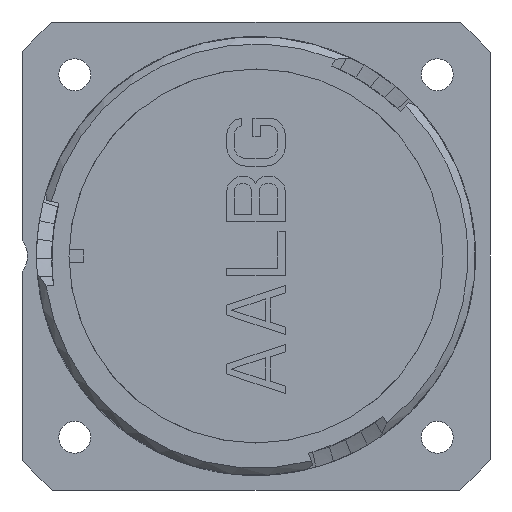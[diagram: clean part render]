
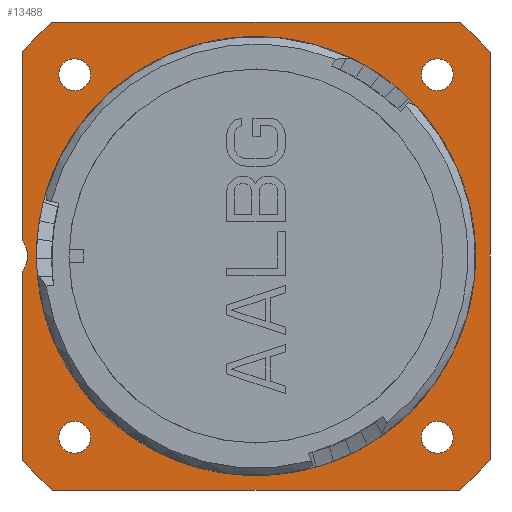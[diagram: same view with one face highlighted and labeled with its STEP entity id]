
A CAD part, left-side view. The second image highlights one B-rep face of the part: STEP entity #13488.
In plain terms, the highlighted planar face has unit normal (-1, 0, 0).
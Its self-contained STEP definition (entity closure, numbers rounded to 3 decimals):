
#338=CARTESIAN_POINT('',(22.2,0.,0.));
#339=DIRECTION('',(-1.,0.,0.));
#340=DIRECTION('',(0.,1.,0.));
#341=AXIS2_PLACEMENT_3D('',#338,#339,#340);
#1658=CARTESIAN_POINT('',(22.2,0.,0.));
#1659=DIRECTION('',(1.,0.,0.));
#1660=DIRECTION('',(0.,1.,0.));
#1661=AXIS2_PLACEMENT_3D('',#1658,#1659,#1660);
#2583=CARTESIAN_POINT('',(22.2,34.17,0.));
#2584=DIRECTION('',(-1.,0.,0.));
#2585=DIRECTION('',(0.,-0.761,-0.649));
#2586=AXIS2_PLACEMENT_3D('',#2583,#2584,#2585);
#2588=DIRECTION('',(0.,0.,1.));
#2589=VECTOR('',#2588,25.523);
#2590=CARTESIAN_POINT('',(22.2,31.75,2.063));
#2591=LINE('924',#2590,#2589);
#2592=CARTESIAN_POINT('',(22.2,0.,0.));
#2593=DIRECTION('',(1.,0.,0.));
#2594=DIRECTION('',(0.,0.755,0.656));
#2595=AXIS2_PLACEMENT_3D('',#2592,#2593,#2594);
#2597=DIRECTION('',(0.,-1.,0.));
#2598=VECTOR('',#2597,55.172);
#2599=CARTESIAN_POINT('',(22.2,27.586,31.75));
#2600=LINE('753',#2599,#2598);
#2601=CARTESIAN_POINT('',(22.2,0.,0.));
#2602=DIRECTION('',(1.,0.,0.));
#2603=DIRECTION('',(0.,-0.656,0.755));
#2604=AXIS2_PLACEMENT_3D('',#2601,#2602,#2603);
#2606=DIRECTION('',(0.,0.,-1.));
#2607=VECTOR('',#2606,55.172);
#2608=CARTESIAN_POINT('',(22.2,-31.75,27.586));
#2609=LINE('752',#2608,#2607);
#2610=CARTESIAN_POINT('',(22.2,0.,0.));
#2611=DIRECTION('',(-1.,0.,0.));
#2612=DIRECTION('',(0.,-0.656,-0.755));
#2613=AXIS2_PLACEMENT_3D('',#2610,#2611,#2612);
#2615=DIRECTION('',(0.,1.,0.));
#2616=VECTOR('',#2615,55.172);
#2617=CARTESIAN_POINT('',(22.2,-27.586,-31.75));
#2618=LINE('751',#2617,#2616);
#2619=CARTESIAN_POINT('',(22.2,0.,0.));
#2620=DIRECTION('',(-1.,0.,0.));
#2621=DIRECTION('',(0.,0.755,-0.656));
#2622=AXIS2_PLACEMENT_3D('',#2619,#2620,#2621);
#2624=DIRECTION('',(0.,0.,1.));
#2625=VECTOR('',#2624,25.523);
#2626=CARTESIAN_POINT('',(22.2,31.75,-27.586));
#2627=LINE('923',#2626,#2625);
#2628=CARTESIAN_POINT('',(22.2,24.6,-24.6));
#2629=DIRECTION('',(1.,0.,0.));
#2630=DIRECTION('',(0.,0.,-1.));
#2631=AXIS2_PLACEMENT_3D('',#2628,#2629,#2630);
#2633=CARTESIAN_POINT('',(22.2,24.6,-24.6));
#2634=DIRECTION('',(1.,0.,0.));
#2635=DIRECTION('',(0.,0.,1.));
#2636=AXIS2_PLACEMENT_3D('',#2633,#2634,#2635);
#2638=CARTESIAN_POINT('',(22.2,24.6,24.6));
#2639=DIRECTION('',(1.,0.,0.));
#2640=DIRECTION('',(0.,0.,-1.));
#2641=AXIS2_PLACEMENT_3D('',#2638,#2639,#2640);
#2643=CARTESIAN_POINT('',(22.2,24.6,24.6));
#2644=DIRECTION('',(1.,0.,0.));
#2645=DIRECTION('',(0.,0.,1.));
#2646=AXIS2_PLACEMENT_3D('',#2643,#2644,#2645);
#2648=CARTESIAN_POINT('',(22.2,-24.6,24.6));
#2649=DIRECTION('',(1.,0.,0.));
#2650=DIRECTION('',(0.,0.,-1.));
#2651=AXIS2_PLACEMENT_3D('',#2648,#2649,#2650);
#2653=CARTESIAN_POINT('',(22.2,-24.6,24.6));
#2654=DIRECTION('',(1.,0.,0.));
#2655=DIRECTION('',(0.,0.,1.));
#2656=AXIS2_PLACEMENT_3D('',#2653,#2654,#2655);
#2658=CARTESIAN_POINT('',(22.2,-24.6,-24.6));
#2659=DIRECTION('',(1.,0.,0.));
#2660=DIRECTION('',(0.,0.,-1.));
#2661=AXIS2_PLACEMENT_3D('',#2658,#2659,#2660);
#2663=CARTESIAN_POINT('',(22.2,-24.6,-24.6));
#2664=DIRECTION('',(1.,0.,0.));
#2665=DIRECTION('',(0.,0.,1.));
#2666=AXIS2_PLACEMENT_3D('',#2663,#2664,#2665);
#5971=CARTESIAN_POINT('',(22.2,29.78,0.));
#5972=CARTESIAN_POINT('',(22.2,-29.78,0.));
#5973=VERTEX_POINT('',#5971);
#5974=VERTEX_POINT('',#5972);
#5987=CARTESIAN_POINT('',(22.2,-27.586,-31.75));
#5988=CARTESIAN_POINT('',(22.2,27.586,-31.75));
#5989=VERTEX_POINT('',#5987);
#5990=VERTEX_POINT('',#5988);
#5991=CARTESIAN_POINT('',(22.2,-31.75,27.586));
#5992=CARTESIAN_POINT('',(22.2,-31.75,-27.586));
#5993=VERTEX_POINT('',#5991);
#5994=VERTEX_POINT('',#5992);
#5995=CARTESIAN_POINT('',(22.2,27.586,31.75));
#5996=CARTESIAN_POINT('',(22.2,-27.586,31.75));
#5997=VERTEX_POINT('',#5995);
#5998=VERTEX_POINT('',#5996);
#6122=CARTESIAN_POINT('',(22.2,24.6,-26.76));
#6123=CARTESIAN_POINT('',(22.2,24.6,-22.44));
#6124=VERTEX_POINT('',#6122);
#6125=VERTEX_POINT('',#6123);
#6126=CARTESIAN_POINT('',(22.2,24.6,22.44));
#6127=CARTESIAN_POINT('',(22.2,24.6,26.76));
#6128=VERTEX_POINT('',#6126);
#6129=VERTEX_POINT('',#6127);
#6130=CARTESIAN_POINT('',(22.2,-24.6,22.44));
#6131=CARTESIAN_POINT('',(22.2,-24.6,26.76));
#6132=VERTEX_POINT('',#6130);
#6133=VERTEX_POINT('',#6131);
#6134=CARTESIAN_POINT('',(22.2,-24.6,-26.76));
#6135=CARTESIAN_POINT('',(22.2,-24.6,-22.44));
#6136=VERTEX_POINT('',#6134);
#6137=VERTEX_POINT('',#6135);
#6138=CARTESIAN_POINT('',(22.2,31.75,27.586));
#6140=VERTEX_POINT('',#6138);
#6142=CARTESIAN_POINT('',(22.2,31.75,-27.586));
#6144=VERTEX_POINT('',#6142);
#6170=CARTESIAN_POINT('',(22.2,31.75,-2.063));
#6171=CARTESIAN_POINT('',(22.2,31.75,2.063));
#6172=VERTEX_POINT('',#6170);
#6173=VERTEX_POINT('',#6171);
#13433=CARTESIAN_POINT('',(22.2,0.,0.));
#13434=DIRECTION('',(1.,0.,0.));
#13435=DIRECTION('',(0.,-1.,0.));
#13436=AXIS2_PLACEMENT_3D('',#13433,#13434,#13435);
#13437=PLANE('250',#13436);
#13439=ORIENTED_EDGE('918',*,*,#13438,.T.);
#13441=ORIENTED_EDGE('924',*,*,#13440,.T.);
#13443=ORIENTED_EDGE('900',*,*,#13442,.T.);
#13445=ORIENTED_EDGE('753',*,*,#13444,.T.);
#13447=ORIENTED_EDGE('901',*,*,#13446,.T.);
#13449=ORIENTED_EDGE('752',*,*,#13448,.T.);
#13451=ORIENTED_EDGE('905',*,*,#13450,.F.);
#13453=ORIENTED_EDGE('751',*,*,#13452,.T.);
#13455=ORIENTED_EDGE('904',*,*,#13454,.F.);
#13457=ORIENTED_EDGE('923',*,*,#13456,.T.);
#13458=EDGE_LOOP('250',(#13439,#13441,#13443,#13445,#13447,#13449,#13451,#13453,
#13455,#13457));
#13459=FACE_OUTER_BOUND('250',#13458,.F.);
#13460=ORIENTED_EDGE('747',*,*,#8140,.T.);
#13461=ORIENTED_EDGE('746',*,*,#10636,.F.);
#13462=EDGE_LOOP('250',(#13460,#13461));
#13463=FACE_BOUND('250',#13462,.F.);
#13465=ORIENTED_EDGE('874',*,*,#13464,.F.);
#13467=ORIENTED_EDGE('875',*,*,#13466,.F.);
#13468=EDGE_LOOP('250',(#13465,#13467));
#13469=FACE_BOUND('250',#13468,.F.);
#13471=ORIENTED_EDGE('876',*,*,#13470,.F.);
#13473=ORIENTED_EDGE('877',*,*,#13472,.F.);
#13474=EDGE_LOOP('250',(#13471,#13473));
#13475=FACE_BOUND('250',#13474,.F.);
#13477=ORIENTED_EDGE('878',*,*,#13476,.F.);
#13479=ORIENTED_EDGE('879',*,*,#13478,.F.);
#13480=EDGE_LOOP('250',(#13477,#13479));
#13481=FACE_BOUND('250',#13480,.F.);
#13483=ORIENTED_EDGE('880',*,*,#13482,.F.);
#13485=ORIENTED_EDGE('881',*,*,#13484,.F.);
#13486=EDGE_LOOP('250',(#13483,#13485));
#13487=FACE_BOUND('250',#13486,.F.);
#342=CIRCLE('747',#341,29.78);
#1662=CIRCLE('746',#1661,29.78);
#2587=CIRCLE('918',#2586,3.18);
#2596=CIRCLE('900',#2595,42.06);
#2605=CIRCLE('901',#2604,42.06);
#2614=CIRCLE('905',#2613,42.06);
#2623=CIRCLE('904',#2622,42.06);
#2632=CIRCLE('874',#2631,2.16);
#2637=CIRCLE('875',#2636,2.16);
#2642=CIRCLE('876',#2641,2.16);
#2647=CIRCLE('877',#2646,2.16);
#2652=CIRCLE('878',#2651,2.16);
#2657=CIRCLE('879',#2656,2.16);
#2662=CIRCLE('880',#2661,2.16);
#2667=CIRCLE('881',#2666,2.16);
#8140=EDGE_CURVE('747',#5973,#5974,#342,.T.);
#10636=EDGE_CURVE('746',#5973,#5974,#1662,.T.);
#13438=EDGE_CURVE('918',#6172,#6173,#2587,.T.);
#13440=EDGE_CURVE('924',#6173,#6140,#2591,.T.);
#13442=EDGE_CURVE('900',#6140,#5997,#2596,.T.);
#13444=EDGE_CURVE('753',#5997,#5998,#2600,.T.);
#13446=EDGE_CURVE('901',#5998,#5993,#2605,.T.);
#13448=EDGE_CURVE('752',#5993,#5994,#2609,.T.);
#13450=EDGE_CURVE('905',#5989,#5994,#2614,.T.);
#13452=EDGE_CURVE('751',#5989,#5990,#2618,.T.);
#13454=EDGE_CURVE('904',#6144,#5990,#2623,.T.);
#13456=EDGE_CURVE('923',#6144,#6172,#2627,.T.);
#13464=EDGE_CURVE('874',#6124,#6125,#2632,.T.);
#13466=EDGE_CURVE('875',#6125,#6124,#2637,.T.);
#13470=EDGE_CURVE('876',#6128,#6129,#2642,.T.);
#13472=EDGE_CURVE('877',#6129,#6128,#2647,.T.);
#13476=EDGE_CURVE('878',#6132,#6133,#2652,.T.);
#13478=EDGE_CURVE('879',#6133,#6132,#2657,.T.);
#13482=EDGE_CURVE('880',#6136,#6137,#2662,.T.);
#13484=EDGE_CURVE('881',#6137,#6136,#2667,.T.);
#13488=ADVANCED_FACE('250',(#13459,#13463,#13469,#13475,#13481,#13487),#13437,
.F.);
